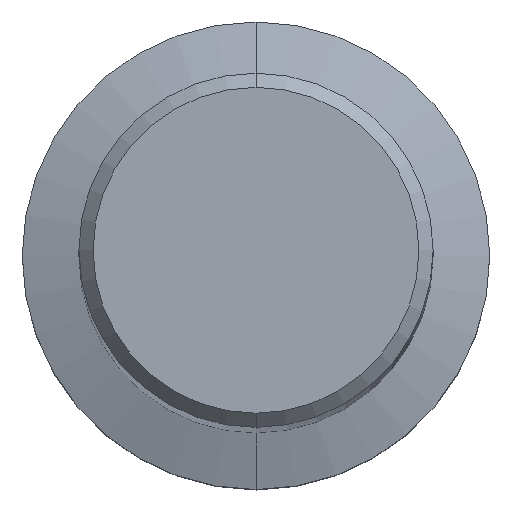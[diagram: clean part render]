
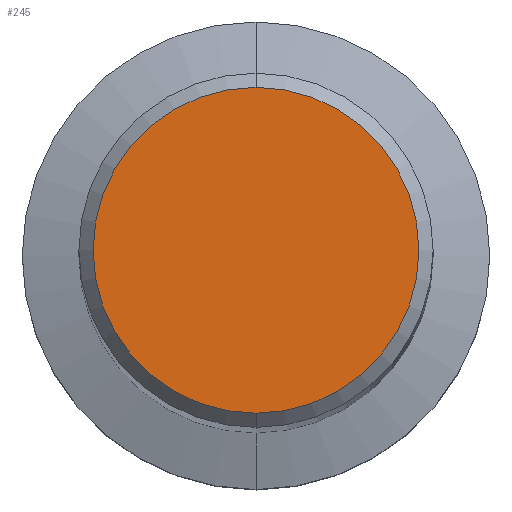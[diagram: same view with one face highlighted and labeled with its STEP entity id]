
A CAD part, top view. The second image highlights one B-rep face of the part: STEP entity #245.
In plain terms, the highlighted planar face has unit normal (0, 0, 1).
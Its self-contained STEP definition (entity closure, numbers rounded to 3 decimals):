
#245=ADVANCED_FACE('',(#603),#604,.T.);
#285=VERTEX_POINT('',#652);
#295=VERTEX_POINT('',#662);
#393=EDGE_CURVE('',#285,#295,#767,.T.);
#401=EDGE_CURVE('',#295,#285,#776,.T.);
#603=FACE_OUTER_BOUND('',#1029,.T.);
#604=PLANE('',#1030);
#652=CARTESIAN_POINT('',(0.,-11.5,0.0));
#662=CARTESIAN_POINT('',(0.0,11.5,0.0));
#767=CIRCLE('',#1427,11.5);
#776=CIRCLE('',#1439,11.5);
#1029=EDGE_LOOP('',(#1868,#1869));
#1030=AXIS2_PLACEMENT_3D('',#1870,#1871,#1872);
#1427=AXIS2_PLACEMENT_3D('',#2040,#2041,#2042);
#1439=AXIS2_PLACEMENT_3D('',#2053,#2054,#2055);
#1868=ORIENTED_EDGE('',*,*,#401,.F.);
#1869=ORIENTED_EDGE('',*,*,#393,.F.);
#1870=CARTESIAN_POINT('',(0.0,5.75,0.0));
#1871=DIRECTION('',(-0.0,0.0,1.0));
#1872=DIRECTION('',(0.0,-1.0,0.0));
#2040=CARTESIAN_POINT('',(0.0,0.0,0.0));
#2041=DIRECTION('',(0.0,0.0,-1.0));
#2042=DIRECTION('',(0.0,1.0,0.0));
#2053=CARTESIAN_POINT('',(0.0,0.0,0.0));
#2054=DIRECTION('',(0.0,0.0,-1.0));
#2055=DIRECTION('',(0.0,1.0,0.0));
